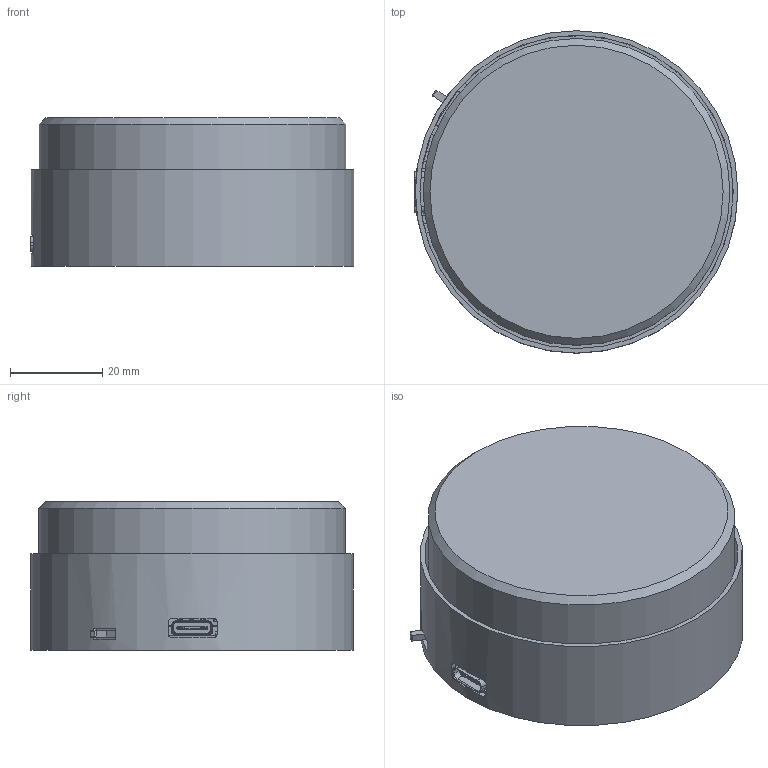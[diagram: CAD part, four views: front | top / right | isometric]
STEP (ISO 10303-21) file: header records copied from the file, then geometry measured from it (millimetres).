
FILE_DESCRIPTION(/* description */ (''),/* implementation_level */ '2;1');
FILE_NAME(/* name */ 'Touch Designer Wireless Controller.step',/* time_stamp */ '2025-07-27T16:39:22+05:30',/* author */ (''),/* organization */ (''),/* preprocessor_version */ 'ST-DEVELOPER v20.1',/* originating_system */ 'Autodesk Translation Framework v14.10.0.0',/* authorisation */ '');
FILE_SCHEMA (('AUTOMOTIVE_DESIGN { 1 0 10303 214 3 1 1 }'));
Products named in the file (47): encoder 1; rotary encoder_14mm_hole_spc; pcb; mtg flange; body_encoder; 5 pin header; decal_encoder; shaft_encoder; 90d pin_header; body_2; pins_encoder body_2; Seeed Studio XIAO ESP32C6; XIAO-ESP32S3 v2 v1; Seeed Studio XIAO-ESP32-S3 (Sense); USB TYPE C PORT; USB TYPE C PORT (1); BOSS-EXTRUDE14_8_; BOSS-EXTRUDE7_4_; BOSS-EXTRUDE7_3_; BOSS-EXTRUDE14_4_; BOSS-EXTRUDE14_2_; BOSS-EXTRUDE14_11_; BOSS-EXTRUDE7_7_; BOSS-EXTRUDE14_9_; BOSS-EXTRUDE14_3_; BOSS-EXTRUDE14_7_; MIRROR2; BOSS-EXTRUDE14_5_; BOSS-EXTRUDE14_12_; BOSS-EXTRUDE7_8_; BOSS-EXTRUDE7_1_; BOSS-EXTRUDE14_10_; BOSS-EXTRUDE7_9_; BOSS-EXTRUDE14_6_; CHAMFER9; BOSS-EXTRUDE14_1_; BOSS-EXTRUDE7_6_; BOSS-EXTRUDE7_2_; CUT-EXTRUDE5; BOSS-EXTRUDE7_5_ ...
Assembly tree (59 placements, depth 7):
  encoder 1
    rotary encoder_14mm_hole_spc
      pcb
      mtg flange
      body_encoder
      5 pin header
      90d pin_header  x5
      decal_encoder
      body_2  x4
      pins_encoder body_2  x5
      shaft_encoder
    Seeed Studio XIAO ESP32C6
      XIAO-ESP32S3 v2 v1
        Seeed Studio XIAO-ESP32-S3 (Sense)
          USB TYPE C PORT
            USB TYPE C PORT (1)
              BOSS-EXTRUDE14_8_
              BOSS-EXTRUDE7_4_
              BOSS-EXTRUDE7_3_
              BOSS-EXTRUDE14_4_
              BOSS-EXTRUDE14_2_
              BOSS-EXTRUDE14_11_
              BOSS-EXTRUDE7_7_
              BOSS-EXTRUDE14_9_
              BOSS-EXTRUDE14_3_
              BOSS-EXTRUDE14_7_
              MIRROR2
              BOSS-EXTRUDE14_5_
              BOSS-EXTRUDE14_12_
              BOSS-EXTRUDE7_8_
              BOSS-EXTRUDE7_1_
              BOSS-EXTRUDE14_10_
              BOSS-EXTRUDE7_9_
              BOSS-EXTRUDE14_6_
              CHAMFER9
              BOSS-EXTRUDE14_1_
              BOSS-EXTRUDE7_6_
              BOSS-EXTRUDE7_2_
              CUT-EXTRUDE5
              BOSS-EXTRUDE7_5_
          Shield
          SKTAAAE010 v1
            Body
            Pins
          U.FL-R-SMT-1_10_ v1
          SKTAAAE010 v1_1
            Body
            Pins
    4*8mm switchs
Bounding box: 70.24 x 70 x 32.33 mm (x, y, z)
Volume: 23775.1 mm3; surface area: 37608.6 mm2
Topology: 81 solids, 86 shells, 2292 faces, 6014 edges, 3950 vertices
Faces by surface type: plane 1538, bspline 377, cylinder 328, torus 32, cone 11, sphere 6
Full cylindrical faces by diameter (mm): 0.5 x3, 0.6 x2, 0.75 x14, 0.762 x15, 0.889 x15, 1.524 x8, 1.72 x1, 1.86 x1, 2 x2, 2.19 x1, 2.326 x1, 2.972 x1, 2.997 x1, 3 x6, 3.629 x1, 3.632 x1, 5.969 x1, 6.455 x1, 6.537 x1, 6.909 x1, 9.652 x1, 13.76 x1, 64.197 x1, 66.597 x1, 68 x1, 70 x1
Entity records: 67388 total; most frequent: CARTESIAN_POINT 16044, ORIENTED_EDGE 11056, DIRECTION 9010, EDGE_CURVE 5528, LINE 4160, VECTOR 4160, VERTEX_POINT 3638, AXIS2_PLACEMENT_3D 2425
